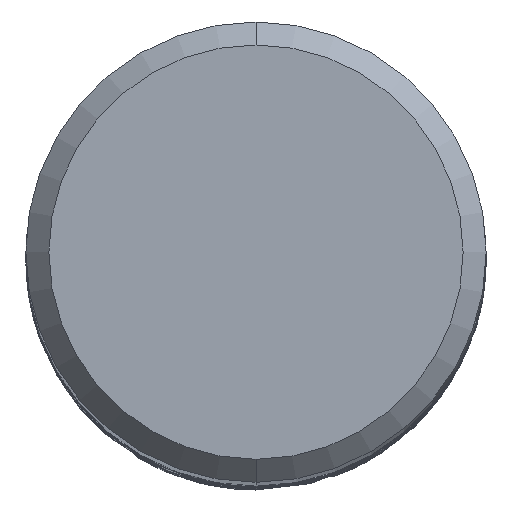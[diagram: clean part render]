
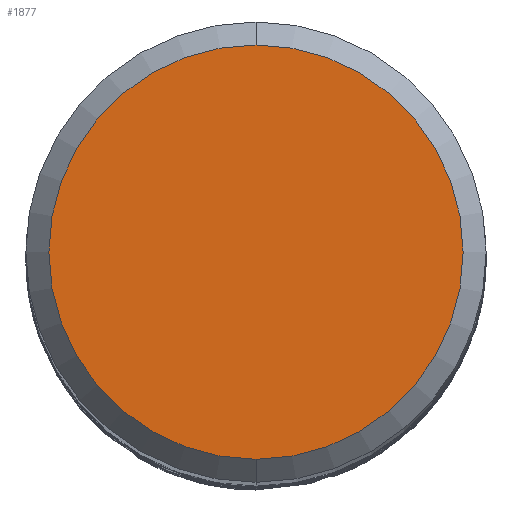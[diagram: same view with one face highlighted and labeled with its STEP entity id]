
A CAD part, top view. The second image highlights one B-rep face of the part: STEP entity #1877.
In plain terms, the highlighted planar face has unit normal (0, 0, 1).
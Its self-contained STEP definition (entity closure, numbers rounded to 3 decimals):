
#1877=ADVANCED_FACE('',(#4620),#4621,.T.);
#1951=EDGE_CURVE('',#2161,#1993,#4702,.T.);
#1993=VERTEX_POINT('',#4750);
#2161=VERTEX_POINT('',#4932);
#3425=EDGE_CURVE('',#1993,#2161,#6306,.T.);
#4620=FACE_OUTER_BOUND('',#14999,.T.);
#4621=PLANE('',#15000);
#4702=CIRCLE('',#15830,5.4);
#4750=CARTESIAN_POINT('',(0.,-5.4,0.0));
#4932=CARTESIAN_POINT('',(0.0,5.4,0.0));
#6306=CIRCLE('',#40255,5.4);
#14999=EDGE_LOOP('',(#48900,#48901));
#15000=AXIS2_PLACEMENT_3D('',#48902,#48903,#48904);
#15830=AXIS2_PLACEMENT_3D('',#49009,#49010,#49011);
#40255=AXIS2_PLACEMENT_3D('',#50578,#50579,#50580);
#48900=ORIENTED_EDGE('',*,*,#1951,.F.);
#48901=ORIENTED_EDGE('',*,*,#3425,.F.);
#48902=CARTESIAN_POINT('',(0.0,2.7,0.0));
#48903=DIRECTION('',(-0.0,0.0,1.0));
#48904=DIRECTION('',(0.0,-1.0,0.0));
#49009=CARTESIAN_POINT('',(0.0,0.0,0.0));
#49010=DIRECTION('',(0.0,0.0,-1.0));
#49011=DIRECTION('',(0.0,1.0,0.0));
#50578=CARTESIAN_POINT('',(0.0,0.0,0.0));
#50579=DIRECTION('',(0.0,0.0,-1.0));
#50580=DIRECTION('',(0.0,1.0,0.0));
